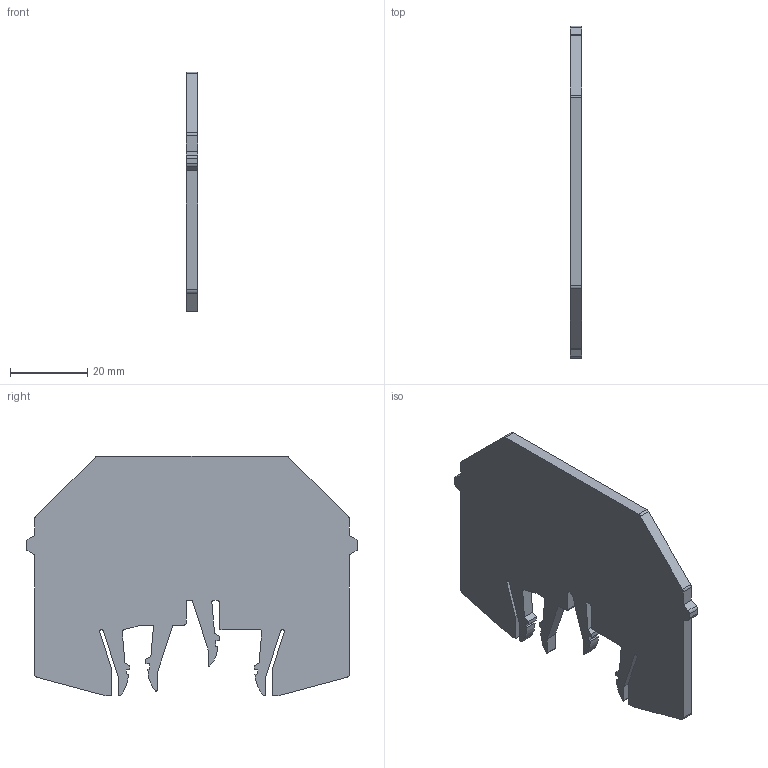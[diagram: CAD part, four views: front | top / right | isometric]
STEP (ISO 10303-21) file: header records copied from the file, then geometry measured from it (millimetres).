
FILE_DESCRIPTION(('CATIA V5 STEP Exchange','CAx-IF Rec.Pracs.--- Model Styling and Organization---1.4--- 2014-01-23'),'2;1');
FILE_NAME ('004870-2_0', '2021-04-08T05:43:31+00:00', ('none'), ('Weidmueller'), 'CATIA Version 5-6 Release 2016 SP3 HF44', 'CATIA V5 STEP AP214', 'none');
FILE_SCHEMA(('AUTOMOTIVE_DESIGN { 1 0 10303 214 1 1 1 1 }'));
Length unit declared in the file: millimetre
Products named in the file (1): 1058800000
Bounding box: 3 x 85.9 x 62 mm (x, y, z)
Volume: 12335.8 mm3; surface area: 9568.1 mm2
Topology: 1 solids, 1 shells, 93 faces, 273 edges, 182 vertices
Faces by surface type: plane 63, cylinder 30
Entity records: 3036 total; most frequent: ORIENTED_EDGE 546, CARTESIAN_POINT 545, DIRECTION 451, EDGE_CURVE 273, VECTOR 213, LINE 213, VERTEX_POINT 182, AXIS2_PLACEMENT_3D 150
